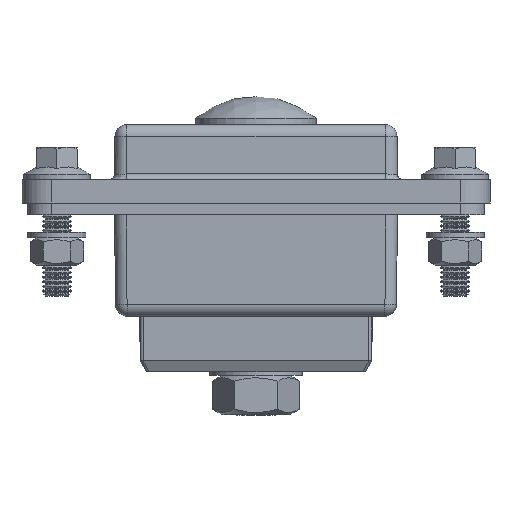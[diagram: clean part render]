
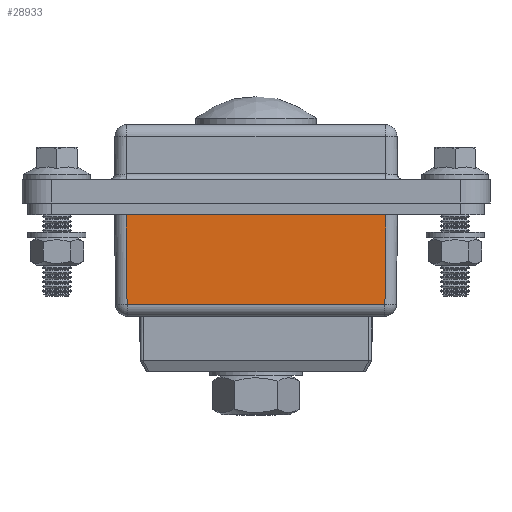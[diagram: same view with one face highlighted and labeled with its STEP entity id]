
A CAD part, left-side view. The second image highlights one B-rep face of the part: STEP entity #28933.
In plain terms, the highlighted planar face has unit normal (-1, 0, 0).
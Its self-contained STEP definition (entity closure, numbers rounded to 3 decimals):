
#16472=CARTESIAN_POINT('',(-60.5,-22.18,-8.0));
#16473=VERTEX_POINT('',#16472);
#16481=CARTESIAN_POINT('',(-60.5,22.18,-8.0));
#16482=VERTEX_POINT('',#16481);
#16483=CARTESIAN_POINT('',(-60.5,-22.18,-8.0));
#16484=DIRECTION('',(0.0,1.0,0.0));
#16485=VECTOR('',#16484,44.36);
#16486=LINE('',#16483,#16485);
#16487=EDGE_CURVE('',#16473,#16482,#16486,.T.);
#16954=CARTESIAN_POINT('',(-60.5,-22.324,8.5));
#16955=VERTEX_POINT('',#16954);
#16963=CARTESIAN_POINT('',(-60.5,-22.324,8.5));
#16964=DIRECTION('',(0.0,0.009,-1.));
#16965=VECTOR('',#16964,16.501);
#16966=LINE('',#16963,#16965);
#16967=EDGE_CURVE('',#16955,#16473,#16966,.T.);
#17523=CARTESIAN_POINT('',(-60.5,22.324,8.5));
#17524=VERTEX_POINT('',#17523);
#17525=CARTESIAN_POINT('',(-60.5,22.324,8.5));
#17526=DIRECTION('',(0.0,-1.0,0.0));
#17527=VECTOR('',#17526,44.648);
#17528=LINE('',#17525,#17527);
#17529=EDGE_CURVE('',#17524,#16955,#17528,.T.);
#18073=CARTESIAN_POINT('',(-60.5,22.18,-8.0));
#18074=DIRECTION('',(0.0,0.009,1.));
#18075=VECTOR('',#18074,16.501);
#18076=LINE('',#18073,#18075);
#18077=EDGE_CURVE('',#16482,#17524,#18076,.T.);
#28922=CARTESIAN_POINT('',(-60.5,-24.25,0.0));
#28923=DIRECTION('',(-1.0,0.0,0.0));
#28924=DIRECTION('',(0.0,0.0,1.0));
#28925=AXIS2_PLACEMENT_3D('',#28922,#28923,#28924);
#28926=PLANE('',#28925);
#28927=ORIENTED_EDGE('',*,*,#16487,.F.);
#28928=ORIENTED_EDGE('',*,*,#16967,.F.);
#28929=ORIENTED_EDGE('',*,*,#17529,.F.);
#28930=ORIENTED_EDGE('',*,*,#18077,.F.);
#28931=EDGE_LOOP('',(#28927,#28928,#28929,#28930));
#28932=FACE_OUTER_BOUND('',#28931,.T.);
#28933=ADVANCED_FACE('',(#28932),#28926,.T.);
